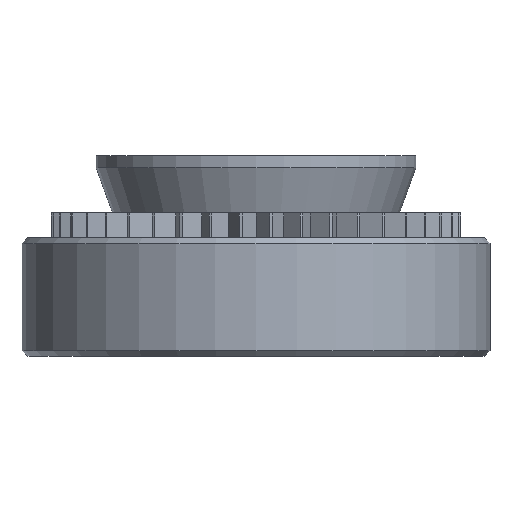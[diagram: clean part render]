
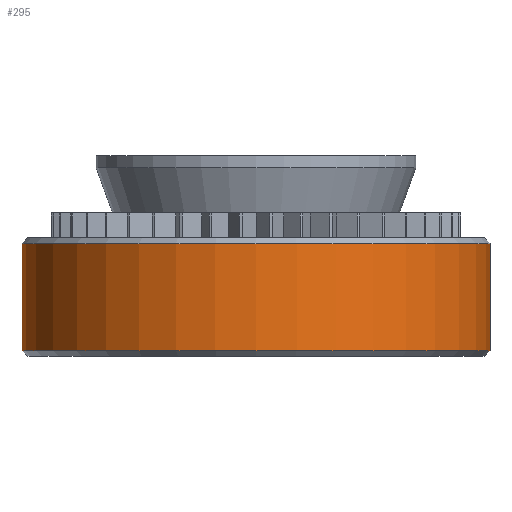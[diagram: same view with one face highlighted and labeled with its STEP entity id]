
A CAD part, front view. The second image highlights one B-rep face of the part: STEP entity #295.
In plain terms, the highlighted cylindrical face has radius 3.935 mm (diameter 7.87 mm), a partial arc.
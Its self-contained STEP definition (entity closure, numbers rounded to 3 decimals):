
#156 = CARTESIAN_POINT ( 'NONE',  ( 0., 0., 1.69 ) ) ;
#244 = CARTESIAN_POINT ( 'NONE',  ( -3.935, 0., 0.21 ) ) ;
#248 = LINE ( 'NONE', #3328, #5044 ) ;
#295 = ADVANCED_FACE ( 'NONE', ( #3658 ), #2541, .T. ) ;
#448 = DIRECTION ( 'NONE',  ( 0., 0., 1. ) ) ;
#781 = CARTESIAN_POINT ( 'NONE',  ( 3.935, 0., -1.59 ) ) ;
#1011 = ORIENTED_EDGE ( 'NONE', *, *, #2691, .F. ) ;
#1016 = DIRECTION ( 'NONE',  ( 1., 0., 0. ) ) ;
#1030 = CARTESIAN_POINT ( 'NONE',  ( -3.935, 0., -1.59 ) ) ;
#1049 = CARTESIAN_POINT ( 'NONE',  ( 0., 0., -1.59 ) ) ;
#1086 = DIRECTION ( 'NONE',  ( 1., 0., 0. ) ) ;
#1714 = AXIS2_PLACEMENT_3D ( 'NONE', #3683, #5019, #5452 ) ;
#1869 = LINE ( 'NONE', #2282, #3698 ) ;
#1952 = ORIENTED_EDGE ( 'NONE', *, *, #2231, .T. ) ;
#2231 = EDGE_CURVE ( 'NONE', #5726, #5361, #4683, .T. ) ;
#2282 = CARTESIAN_POINT ( 'NONE',  ( 3.935, 0., 1.69 ) ) ;
#2486 = EDGE_CURVE ( 'NONE', #4142, #4641, #3522, .T. ) ;
#2541 = CYLINDRICAL_SURFACE ( 'NONE', #2724, 3.935 ) ;
#2691 = EDGE_CURVE ( 'NONE', #5726, #4641, #248, .T. ) ;
#2724 = AXIS2_PLACEMENT_3D ( 'NONE', #156, #5699, #1016 ) ;
#3173 = AXIS2_PLACEMENT_3D ( 'NONE', #1049, #4277, #1086 ) ;
#3328 = CARTESIAN_POINT ( 'NONE',  ( -3.935, 0., 1.69 ) ) ;
#3522 = CIRCLE ( 'NONE', #1714, 3.935 ) ;
#3658 = FACE_OUTER_BOUND ( 'NONE', #3886, .T. ) ;
#3683 = CARTESIAN_POINT ( 'NONE',  ( 0., 0., 0.21 ) ) ;
#3698 = VECTOR ( 'NONE', #448, 1000. ) ;
#3886 = EDGE_LOOP ( 'NONE', ( #1011, #1952, #5147, #4652 ) ) ;
#4142 = VERTEX_POINT ( 'NONE', #5422 ) ;
#4277 = DIRECTION ( 'NONE',  ( 0., 0., 1. ) ) ;
#4309 = DIRECTION ( 'NONE',  ( 0., 0., 1. ) ) ;
#4641 = VERTEX_POINT ( 'NONE', #244 ) ;
#4652 = ORIENTED_EDGE ( 'NONE', *, *, #2486, .T. ) ;
#4683 = CIRCLE ( 'NONE', #3173, 3.935 ) ;
#4979 = EDGE_CURVE ( 'NONE', #5361, #4142, #1869, .T. ) ;
#5019 = DIRECTION ( 'NONE',  ( 0., 0., -1. ) ) ;
#5044 = VECTOR ( 'NONE', #4309, 1000. ) ;
#5147 = ORIENTED_EDGE ( 'NONE', *, *, #4979, .T. ) ;
#5361 = VERTEX_POINT ( 'NONE', #781 ) ;
#5422 = CARTESIAN_POINT ( 'NONE',  ( 3.935, 0., 0.21 ) ) ;
#5452 = DIRECTION ( 'NONE',  ( -1., 0., 0. ) ) ;
#5699 = DIRECTION ( 'NONE',  ( 0., 0., 1. ) ) ;
#5726 = VERTEX_POINT ( 'NONE', #1030 ) ;
